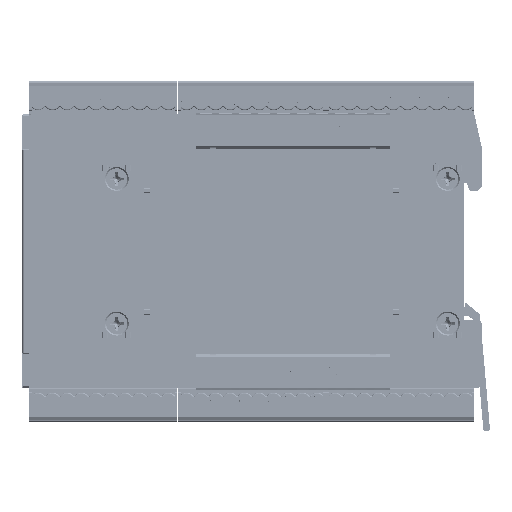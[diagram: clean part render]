
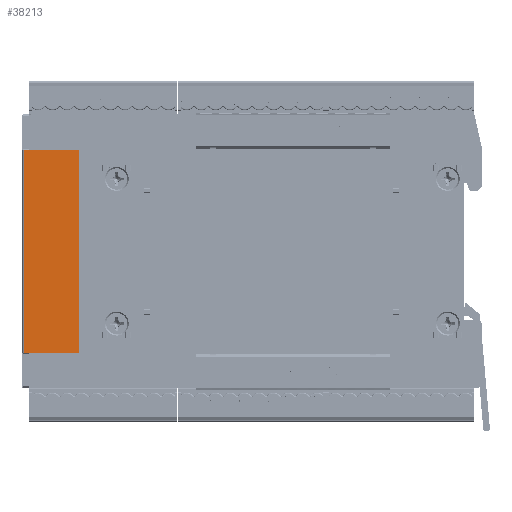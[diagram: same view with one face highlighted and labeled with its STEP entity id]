
A CAD part, top view. The second image highlights one B-rep face of the part: STEP entity #38213.
In plain terms, the highlighted face is planar.
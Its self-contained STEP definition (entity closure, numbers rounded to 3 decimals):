
#2502=PLANE('',#41605);
#4674=FACE_OUTER_BOUND('',#6970,.T.);
#6970=EDGE_LOOP('',(#35366,#35367,#35368,#35369));
#10733=LINE('',#84745,#14535);
#10734=LINE('',#84747,#14536);
#10735=LINE('',#84749,#14537);
#10736=LINE('',#84750,#14538);
#14535=VECTOR('',#51646,10.);
#14536=VECTOR('',#51647,10.);
#14537=VECTOR('',#51648,10.);
#14538=VECTOR('',#51649,10.);
#19188=VERTEX_POINT('',#84743);
#19189=VERTEX_POINT('',#84744);
#19190=VERTEX_POINT('',#84746);
#19191=VERTEX_POINT('',#84748);
#24601=EDGE_CURVE('',#19188,#19189,#10733,.T.);
#24602=EDGE_CURVE('',#19189,#19190,#10734,.T.);
#24603=EDGE_CURVE('',#19190,#19191,#10735,.T.);
#24604=EDGE_CURVE('',#19191,#19188,#10736,.T.);
#35366=ORIENTED_EDGE('',*,*,#24601,.T.);
#35367=ORIENTED_EDGE('',*,*,#24602,.T.);
#35368=ORIENTED_EDGE('',*,*,#24603,.T.);
#35369=ORIENTED_EDGE('',*,*,#24604,.T.);
#38213=ADVANCED_FACE('',(#4674),#2502,.T.);
#41605=AXIS2_PLACEMENT_3D('',#84742,#51644,#51645);
#51644=DIRECTION('center_axis',(1.,0.,0.));
#51645=DIRECTION('ref_axis',(0.,0.,-1.));
#51646=DIRECTION('',(0.,-1.,0.));
#51647=DIRECTION('',(0.,0.,-1.));
#51648=DIRECTION('',(0.,1.,0.));
#51649=DIRECTION('',(0.,0.,1.));
#84742=CARTESIAN_POINT('Origin',(17.25,-15.75,16.279));
#84743=CARTESIAN_POINT('',(17.25,11.,-0.3));
#84744=CARTESIAN_POINT('',(17.25,-42.5,-0.3));
#84745=CARTESIAN_POINT('',(17.25,-7.875,-0.3));
#84746=CARTESIAN_POINT('',(17.25,-42.5,-14.771));
#84747=CARTESIAN_POINT('',(17.25,-42.5,-14.771));
#84748=CARTESIAN_POINT('',(17.25,11.,-14.771));
#84749=CARTESIAN_POINT('',(17.25,11.,-14.771));
#84750=CARTESIAN_POINT('',(17.25,11.,15.529));
